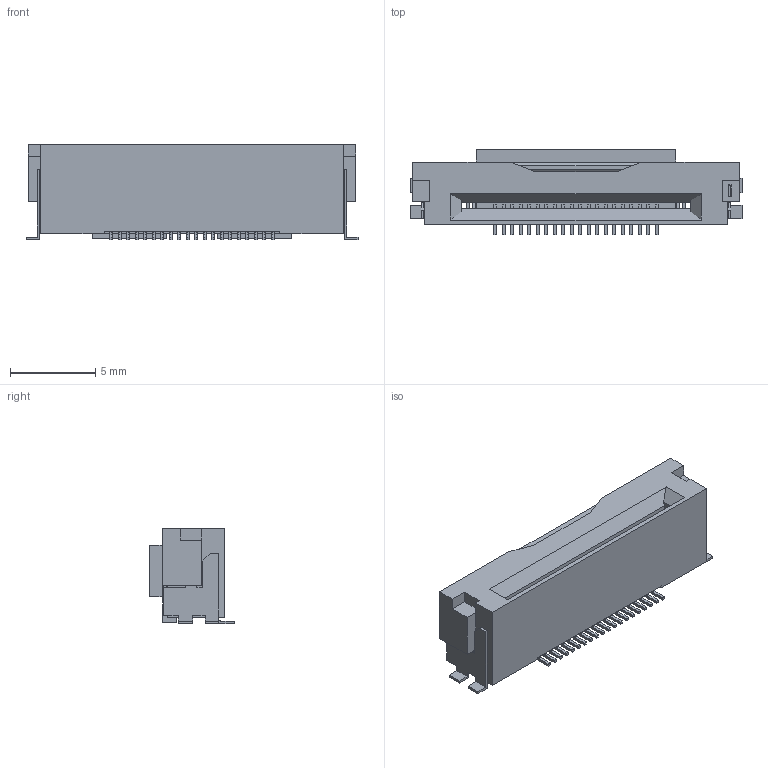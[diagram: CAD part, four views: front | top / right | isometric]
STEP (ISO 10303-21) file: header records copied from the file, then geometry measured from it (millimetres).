
FILE_DESCRIPTION(/* description */ ('STEP AP214'),/* implementation_level */ '2;1');
FILE_NAME(/* name */ '6074af35e7c38213df844092',/* time_stamp */ '2021-04-12T20:36:08+00:00',/* author */ (''),/* organization */ (''),/* preprocessor_version */ 'ST-DEVELOPER v18.1',/* originating_system */ ' ',/* authorisation */ ' ');
FILE_SCHEMA (('AUTOMOTIVE_DESIGN {1 0 10303 214 3 1 1}'));
Length unit declared in the file: metre
Products named in the file (117): 1
Bounding box: 19.49 x 5 x 5.6 mm (x, y, z)
Volume: 285 mm3; surface area: 839 mm2
Topology: 21 solids, 21 shells, 750 faces, 2203 edges, 1594 vertices
Faces by surface type: plane 666, cylinder 84
Entity records: 30693 total; most frequent: CARTESIAN_POINT 4472, ORIENTED_EDGE 4214, DIRECTION 4105, EDGE_CURVE 2107, LINE 2035, VECTOR 2035, VERTEX_POINT 1402, AXIS2_PLACEMENT_3D 1035
